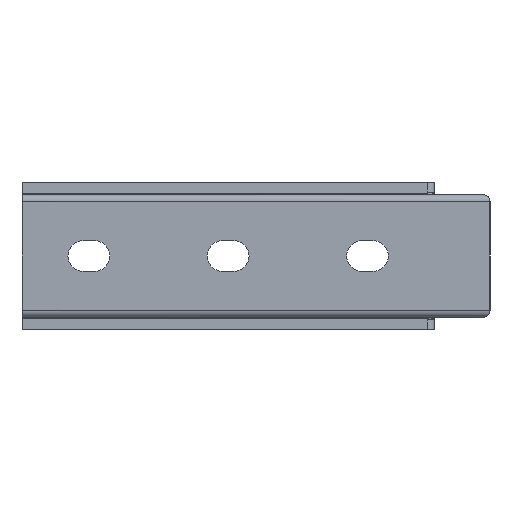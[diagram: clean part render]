
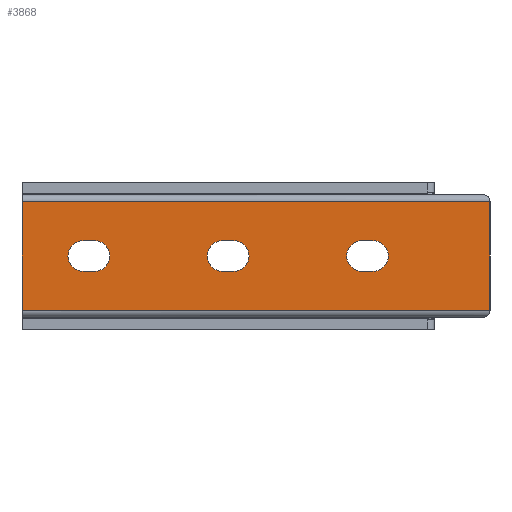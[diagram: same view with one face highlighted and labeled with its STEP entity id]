
A CAD part, left-side view. The second image highlights one B-rep face of the part: STEP entity #3868.
In plain terms, the highlighted planar face has unit normal (-1, 0, 0).
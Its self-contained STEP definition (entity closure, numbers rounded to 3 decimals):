
#33 = DIRECTION ( 'NONE',  ( 0., 0., -1. ) ) ;
#117 = DIRECTION ( 'NONE',  ( 1., 0., 0. ) ) ;
#118 = CARTESIAN_POINT ( 'NONE',  ( -217., 92., 0. ) ) ;
#146 = VERTEX_POINT ( 'NONE', #613 ) ;
#151 = CARTESIAN_POINT ( 'NONE',  ( -217., 92., 5.5 ) ) ;
#185 = CARTESIAN_POINT ( 'NONE',  ( -217., 146., 5.5 ) ) ;
#254 = CARTESIAN_POINT ( 'NONE',  ( -217., 0., -19.5 ) ) ;
#278 = VECTOR ( 'NONE', #1173, 1000. ) ;
#300 = DIRECTION ( 'NONE',  ( 0., 1., 0. ) ) ;
#332 = VECTOR ( 'NONE', #300, 1000. ) ;
#344 = DIRECTION ( 'NONE',  ( 1., 0., 0. ) ) ;
#477 = LINE ( 'NONE', #3087, #3628 ) ;
#484 = DIRECTION ( 'NONE',  ( 1., 0., 0. ) ) ;
#489 = EDGE_CURVE ( 'NONE', #3728, #502, #477, .T. ) ;
#502 = VERTEX_POINT ( 'NONE', #1384 ) ;
#523 = EDGE_CURVE ( 'NONE', #4425, #2902, #3980, .T. ) ;
#569 = ORIENTED_EDGE ( 'NONE', *, *, #1075, .T. ) ;
#573 = FACE_BOUND ( 'NONE', #3097, .T. ) ;
#613 = CARTESIAN_POINT ( 'NONE',  ( -217., 168., 19.5 ) ) ;
#679 = LINE ( 'NONE', #254, #3982 ) ;
#717 = AXIS2_PLACEMENT_3D ( 'NONE', #118, #4414, #33 ) ;
#753 = CARTESIAN_POINT ( 'NONE',  ( -217., 0., 22. ) ) ;
#772 = VERTEX_POINT ( 'NONE', #4209 ) ;
#812 = CIRCLE ( 'NONE', #717, 5.5 ) ;
#863 = DIRECTION ( 'NONE',  ( 0., 0., -1. ) ) ;
#984 = ORIENTED_EDGE ( 'NONE', *, *, #3677, .T. ) ;
#998 = EDGE_CURVE ( 'NONE', #772, #3540, #3624, .T. ) ;
#1024 = FACE_BOUND ( 'NONE', #3681, .T. ) ;
#1075 = EDGE_CURVE ( 'NONE', #3614, #146, #5049, .T. ) ;
#1145 = LINE ( 'NONE', #753, #2502 ) ;
#1173 = DIRECTION ( 'NONE',  ( 0., 1., 0. ) ) ;
#1214 = ORIENTED_EDGE ( 'NONE', *, *, #3981, .T. ) ;
#1223 = ORIENTED_EDGE ( 'NONE', *, *, #1685, .T. ) ;
#1279 = ORIENTED_EDGE ( 'NONE', *, *, #523, .T. ) ;
#1284 = EDGE_CURVE ( 'NONE', #4449, #1563, #4172, .T. ) ;
#1308 = CARTESIAN_POINT ( 'NONE',  ( -217., 0., -19.5 ) ) ;
#1384 = CARTESIAN_POINT ( 'NONE',  ( -217., 96., -5.5 ) ) ;
#1432 = CARTESIAN_POINT ( 'NONE',  ( -217., 142., -5.5 ) ) ;
#1545 = LINE ( 'NONE', #3275, #1700 ) ;
#1563 = VERTEX_POINT ( 'NONE', #185 ) ;
#1620 = CARTESIAN_POINT ( 'NONE',  ( -217., 96., 0. ) ) ;
#1685 = EDGE_CURVE ( 'NONE', #502, #772, #5436, .T. ) ;
#1686 = CARTESIAN_POINT ( 'NONE',  ( -217., 42., 0. ) ) ;
#1687 = ORIENTED_EDGE ( 'NONE', *, *, #3887, .F. ) ;
#1698 = ORIENTED_EDGE ( 'NONE', *, *, #3947, .T. ) ;
#1700 = VECTOR ( 'NONE', #4997, 1000. ) ;
#1720 = AXIS2_PLACEMENT_3D ( 'NONE', #2631, #3992, #4359 ) ;
#1738 = DIRECTION ( 'NONE',  ( 0., 0., -1. ) ) ;
#1798 = EDGE_CURVE ( 'NONE', #5526, #5512, #4982, .T. ) ;
#1861 = CARTESIAN_POINT ( 'NONE',  ( -217., 46., 5.5 ) ) ;
#1896 = VERTEX_POINT ( 'NONE', #1308 ) ;
#1982 = ORIENTED_EDGE ( 'NONE', *, *, #5289, .F. ) ;
#2001 = FACE_BOUND ( 'NONE', #4045, .T. ) ;
#2083 = CARTESIAN_POINT ( 'NONE',  ( -217., 0., 19.5 ) ) ;
#2095 = VECTOR ( 'NONE', #4211, 1000. ) ;
#2127 = LINE ( 'NONE', #3857, #3159 ) ;
#2255 = CARTESIAN_POINT ( 'NONE',  ( -217., 0., 5.5 ) ) ;
#2282 = EDGE_CURVE ( 'NONE', #146, #5378, #4724, .T. ) ;
#2416 = ORIENTED_EDGE ( 'NONE', *, *, #5440, .T. ) ;
#2449 = LINE ( 'NONE', #4182, #332 ) ;
#2468 = DIRECTION ( 'NONE',  ( 0., 0., -1. ) ) ;
#2502 = VECTOR ( 'NONE', #4053, 1000. ) ;
#2520 = CARTESIAN_POINT ( 'NONE',  ( -217., 42., -5.5 ) ) ;
#2544 = CARTESIAN_POINT ( 'NONE',  ( -217., 168., 22. ) ) ;
#2558 = CARTESIAN_POINT ( 'NONE',  ( -217., 46., 0. ) ) ;
#2602 = CIRCLE ( 'NONE', #5586, 5.5 ) ;
#2631 = CARTESIAN_POINT ( 'NONE',  ( -217., 142., 0. ) ) ;
#2902 = VERTEX_POINT ( 'NONE', #1432 ) ;
#2908 = AXIS2_PLACEMENT_3D ( 'NONE', #1620, #344, #2468 ) ;
#2999 = DIRECTION ( 'NONE',  ( 1., 0., 0. ) ) ;
#3077 = VECTOR ( 'NONE', #3563, 1000. ) ;
#3087 = CARTESIAN_POINT ( 'NONE',  ( -217., 0., -5.5 ) ) ;
#3097 = EDGE_LOOP ( 'NONE', ( #3295, #2416, #1279, #984 ) ) ;
#3117 = EDGE_CURVE ( 'NONE', #5512, #4391, #1545, .T. ) ;
#3159 = VECTOR ( 'NONE', #5582, 1000. ) ;
#3171 = CARTESIAN_POINT ( 'NONE',  ( -217., 142., 5.5 ) ) ;
#3275 = CARTESIAN_POINT ( 'NONE',  ( -217., 0., 5.5 ) ) ;
#3295 = ORIENTED_EDGE ( 'NONE', *, *, #1284, .T. ) ;
#3323 = AXIS2_PLACEMENT_3D ( 'NONE', #4474, #117, #5480 ) ;
#3325 = DIRECTION ( 'NONE',  ( 1., 0., 0. ) ) ;
#3435 = ORIENTED_EDGE ( 'NONE', *, *, #998, .T. ) ;
#3451 = ORIENTED_EDGE ( 'NONE', *, *, #489, .T. ) ;
#3540 = VERTEX_POINT ( 'NONE', #151 ) ;
#3563 = DIRECTION ( 'NONE',  ( 0., -1., 0. ) ) ;
#3590 = DIRECTION ( 'NONE',  ( 0., -1., 0. ) ) ;
#3614 = VERTEX_POINT ( 'NONE', #5012 ) ;
#3624 = LINE ( 'NONE', #4489, #4796 ) ;
#3628 = VECTOR ( 'NONE', #3879, 1000. ) ;
#3677 = EDGE_CURVE ( 'NONE', #2902, #4449, #2127, .T. ) ;
#3681 = EDGE_LOOP ( 'NONE', ( #1223, #3435, #5085, #3451 ) ) ;
#3726 = AXIS2_PLACEMENT_3D ( 'NONE', #4573, #3325, #5502 ) ;
#3728 = VERTEX_POINT ( 'NONE', #3885 ) ;
#3736 = FACE_OUTER_BOUND ( 'NONE', #4877, .T. ) ;
#3857 = CARTESIAN_POINT ( 'NONE',  ( -217., 0., -5.5 ) ) ;
#3868 = ADVANCED_FACE ( 'NONE', ( #2001, #1024, #573, #3736 ), #4577, .F. ) ;
#3879 = DIRECTION ( 'NONE',  ( 0., 1., 0. ) ) ;
#3885 = CARTESIAN_POINT ( 'NONE',  ( -217., 92., -5.5 ) ) ;
#3887 = EDGE_CURVE ( 'NONE', #3614, #1896, #1145, .T. ) ;
#3947 = EDGE_CURVE ( 'NONE', #4862, #5526, #2449, .T. ) ;
#3980 = CIRCLE ( 'NONE', #1720, 5.5 ) ;
#3981 = EDGE_CURVE ( 'NONE', #4391, #4862, #2602, .T. ) ;
#3982 = VECTOR ( 'NONE', #5383, 1000. ) ;
#3992 = DIRECTION ( 'NONE',  ( 1., 0., 0. ) ) ;
#4045 = EDGE_LOOP ( 'NONE', ( #5487, #5242, #1214, #1698 ) ) ;
#4053 = DIRECTION ( 'NONE',  ( 0., 0., -1. ) ) ;
#4172 = CIRCLE ( 'NONE', #3726, 5.5 ) ;
#4182 = CARTESIAN_POINT ( 'NONE',  ( -217., 0., -5.5 ) ) ;
#4209 = CARTESIAN_POINT ( 'NONE',  ( -217., 96., 5.5 ) ) ;
#4211 = DIRECTION ( 'NONE',  ( 0., 0., -1. ) ) ;
#4299 = CARTESIAN_POINT ( 'NONE',  ( -217., 168., -19.5 ) ) ;
#4359 = DIRECTION ( 'NONE',  ( 0., 0., -1. ) ) ;
#4391 = VERTEX_POINT ( 'NONE', #4976 ) ;
#4414 = DIRECTION ( 'NONE',  ( 1., 0., 0. ) ) ;
#4425 = VERTEX_POINT ( 'NONE', #3171 ) ;
#4449 = VERTEX_POINT ( 'NONE', #4946 ) ;
#4474 = CARTESIAN_POINT ( 'NONE',  ( -217., 0., 22. ) ) ;
#4489 = CARTESIAN_POINT ( 'NONE',  ( -217., 0., 5.5 ) ) ;
#4573 = CARTESIAN_POINT ( 'NONE',  ( -217., 146., 0. ) ) ;
#4577 = PLANE ( 'NONE',  #3323 ) ;
#4622 = ORIENTED_EDGE ( 'NONE', *, *, #2282, .T. ) ;
#4724 = LINE ( 'NONE', #2544, #2095 ) ;
#4752 = LINE ( 'NONE', #2255, #3077 ) ;
#4796 = VECTOR ( 'NONE', #3590, 1000. ) ;
#4862 = VERTEX_POINT ( 'NONE', #2520 ) ;
#4877 = EDGE_LOOP ( 'NONE', ( #4622, #1982, #1687, #569 ) ) ;
#4895 = CARTESIAN_POINT ( 'NONE',  ( -217., 46., -5.5 ) ) ;
#4946 = CARTESIAN_POINT ( 'NONE',  ( -217., 146., -5.5 ) ) ;
#4976 = CARTESIAN_POINT ( 'NONE',  ( -217., 42., 5.5 ) ) ;
#4982 = CIRCLE ( 'NONE', #5167, 5.5 ) ;
#4997 = DIRECTION ( 'NONE',  ( 0., -1., 0. ) ) ;
#5009 = EDGE_CURVE ( 'NONE', #3540, #3728, #812, .T. ) ;
#5012 = CARTESIAN_POINT ( 'NONE',  ( -217., 0., 19.5 ) ) ;
#5049 = LINE ( 'NONE', #2083, #278 ) ;
#5085 = ORIENTED_EDGE ( 'NONE', *, *, #5009, .T. ) ;
#5167 = AXIS2_PLACEMENT_3D ( 'NONE', #2558, #484, #1738 ) ;
#5242 = ORIENTED_EDGE ( 'NONE', *, *, #3117, .T. ) ;
#5289 = EDGE_CURVE ( 'NONE', #1896, #5378, #679, .T. ) ;
#5378 = VERTEX_POINT ( 'NONE', #4299 ) ;
#5383 = DIRECTION ( 'NONE',  ( 0., 1., 0. ) ) ;
#5436 = CIRCLE ( 'NONE', #2908, 5.5 ) ;
#5440 = EDGE_CURVE ( 'NONE', #1563, #4425, #4752, .T. ) ;
#5480 = DIRECTION ( 'NONE',  ( 0., 0., -1. ) ) ;
#5487 = ORIENTED_EDGE ( 'NONE', *, *, #1798, .T. ) ;
#5502 = DIRECTION ( 'NONE',  ( 0., 0., -1. ) ) ;
#5512 = VERTEX_POINT ( 'NONE', #1861 ) ;
#5526 = VERTEX_POINT ( 'NONE', #4895 ) ;
#5582 = DIRECTION ( 'NONE',  ( 0., 1., 0. ) ) ;
#5586 = AXIS2_PLACEMENT_3D ( 'NONE', #1686, #2999, #863 ) ;
